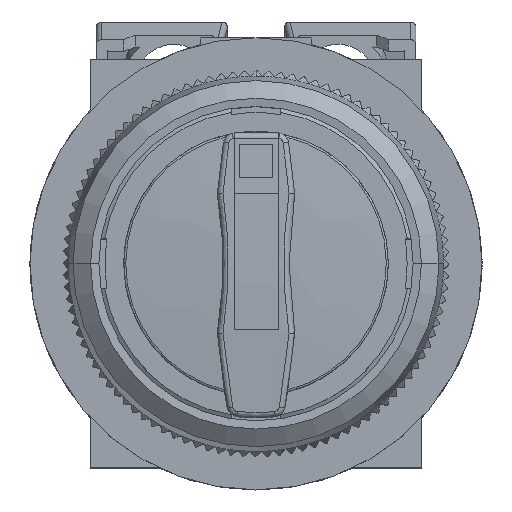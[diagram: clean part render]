
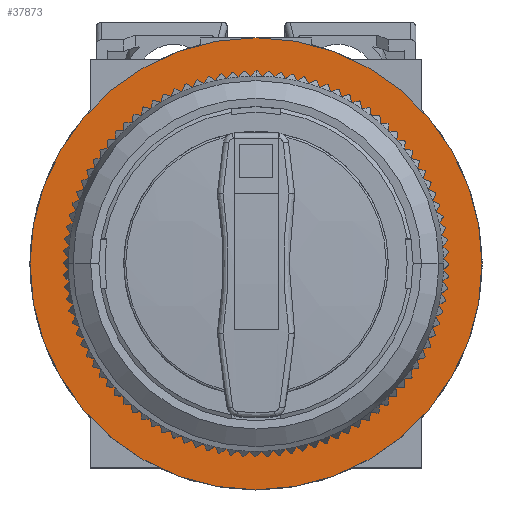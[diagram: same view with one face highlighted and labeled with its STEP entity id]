
A CAD part, top view. The second image highlights one B-rep face of the part: STEP entity #37873.
In plain terms, the highlighted planar face has unit normal (0, 0, 1).
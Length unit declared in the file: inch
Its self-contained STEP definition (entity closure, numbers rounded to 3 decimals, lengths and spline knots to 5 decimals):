
#991 = PLANE ( 'NONE',  #10579 ) ;
#3471 = CIRCLE ( 'NONE', #7504, 0.80709 ) ;
#4327 = EDGE_CURVE ( 'NONE', #33710, #53697, #33247, .T. ) ;
#4737 = ORIENTED_EDGE ( 'NONE', *, *, #4327, .T. ) ;
#5040 = DIRECTION ( 'NONE',  ( -1., 0., 0. ) ) ;
#7504 = AXIS2_PLACEMENT_3D ( 'NONE', #61766, #20422, #30716 ) ;
#8810 = EDGE_LOOP ( 'NONE', ( #65525, #4737 ) ) ;
#9829 = CIRCLE ( 'NONE', #61456, 0.80709 ) ;
#10579 = AXIS2_PLACEMENT_3D ( 'NONE', #64703, #28153, #49645 ) ;
#20422 = DIRECTION ( 'NONE',  ( 0., 0., 1. ) ) ;
#22022 = CARTESIAN_POINT ( 'NONE',  ( 0., 0., 0.23622 ) ) ;
#22126 = DIRECTION ( 'NONE',  ( 0., 0., -1. ) ) ;
#23722 = AXIS2_PLACEMENT_3D ( 'NONE', #51438, #52347, #5040 ) ;
#23928 = CIRCLE ( 'NONE', #23722, 0.62598 ) ;
#27623 = CARTESIAN_POINT ( 'NONE',  ( 0.80709, 0., 0.23622 ) ) ;
#28153 = DIRECTION ( 'NONE',  ( 0., 0., 1. ) ) ;
#28777 = FACE_OUTER_BOUND ( 'NONE', #60983, .T. ) ;
#28935 = ORIENTED_EDGE ( 'NONE', *, *, #31949, .T. ) ;
#30716 = DIRECTION ( 'NONE',  ( -1., 0., 0. ) ) ;
#31949 = EDGE_CURVE ( 'NONE', #36410, #63912, #9829, .T. ) ;
#33018 = CARTESIAN_POINT ( 'NONE',  ( -0.80709, 0., 0.23622 ) ) ;
#33247 = CIRCLE ( 'NONE', #61101, 0.62598 ) ;
#33710 = VERTEX_POINT ( 'NONE', #66363 ) ;
#36069 = ORIENTED_EDGE ( 'NONE', *, *, #48085, .T. ) ;
#36410 = VERTEX_POINT ( 'NONE', #33018 ) ;
#37873 = ADVANCED_FACE ( 'NONE', ( #55024, #28777 ), #991, .T. ) ;
#38434 = CARTESIAN_POINT ( 'NONE',  ( -0.62598, 0., 0.23622 ) ) ;
#48085 = EDGE_CURVE ( 'NONE', #63912, #36410, #3471, .T. ) ;
#49645 = DIRECTION ( 'NONE',  ( 1., 0., 0. ) ) ;
#51438 = CARTESIAN_POINT ( 'NONE',  ( 0., 0., 0.23622 ) ) ;
#52347 = DIRECTION ( 'NONE',  ( 0., 0., -1. ) ) ;
#52750 = CARTESIAN_POINT ( 'NONE',  ( 0., 0., 0.23622 ) ) ;
#53510 = EDGE_CURVE ( 'NONE', #53697, #33710, #23928, .T. ) ;
#53697 = VERTEX_POINT ( 'NONE', #38434 ) ;
#55024 = FACE_BOUND ( 'NONE', #8810, .T. ) ;
#58193 = DIRECTION ( 'NONE',  ( -1., 0., 0. ) ) ;
#58545 = DIRECTION ( 'NONE',  ( -1., 0., 0. ) ) ;
#59462 = DIRECTION ( 'NONE',  ( 0., 0., 1. ) ) ;
#60983 = EDGE_LOOP ( 'NONE', ( #28935, #36069 ) ) ;
#61101 = AXIS2_PLACEMENT_3D ( 'NONE', #52750, #22126, #58193 ) ;
#61456 = AXIS2_PLACEMENT_3D ( 'NONE', #22022, #59462, #58545 ) ;
#61766 = CARTESIAN_POINT ( 'NONE',  ( 0., 0., 0.23622 ) ) ;
#63912 = VERTEX_POINT ( 'NONE', #27623 ) ;
#64703 = CARTESIAN_POINT ( 'NONE',  ( 0., 0., 0.23622 ) ) ;
#65525 = ORIENTED_EDGE ( 'NONE', *, *, #53510, .T. ) ;
#66363 = CARTESIAN_POINT ( 'NONE',  ( 0.62598, 0., 0.23622 ) ) ;
